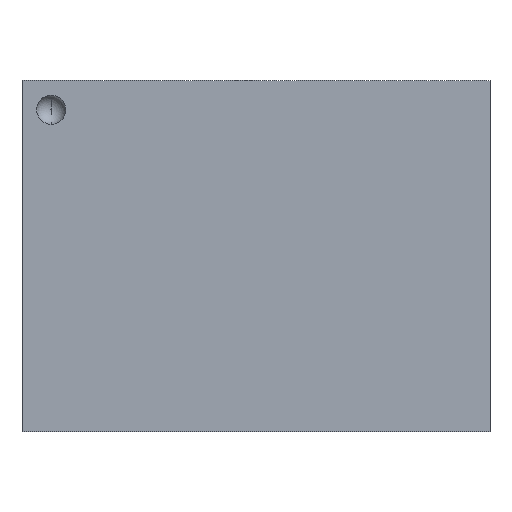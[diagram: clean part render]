
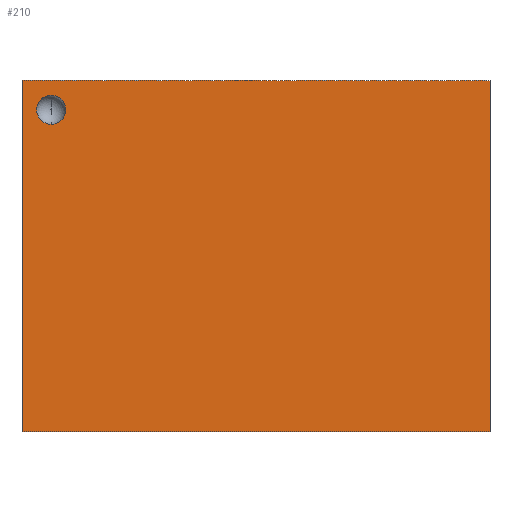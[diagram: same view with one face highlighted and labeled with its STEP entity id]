
A CAD part, front view. The second image highlights one B-rep face of the part: STEP entity #210.
In plain terms, the highlighted planar face has unit normal (0, -1, 0).
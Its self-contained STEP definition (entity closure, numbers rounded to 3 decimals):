
#5 = LINE ( 'NONE', #700, #1933 ) ;
#36 = LINE ( 'NONE', #2178, #766 ) ;
#65 = CARTESIAN_POINT ( 'NONE',  ( -4., -0.365, -3. ) ) ;
#157 = VERTEX_POINT ( 'NONE', #241 ) ;
#191 = ORIENTED_EDGE ( 'NONE', *, *, #1957, .F. ) ;
#210 = ADVANCED_FACE ( 'NONE', ( #584, #1973 ), #1635, .T. ) ;
#241 = CARTESIAN_POINT ( 'NONE',  ( -3.5, -0.365, 2.75 ) ) ;
#339 = DIRECTION ( 'NONE',  ( 0., 0., -1. ) ) ;
#367 = CARTESIAN_POINT ( 'NONE',  ( 4., -0.365, -3. ) ) ;
#392 = CARTESIAN_POINT ( 'NONE',  ( -3.5, -0.365, 2.5 ) ) ;
#415 = ORIENTED_EDGE ( 'NONE', *, *, #2168, .F. ) ;
#451 = AXIS2_PLACEMENT_3D ( 'NONE', #367, #1622, #906 ) ;
#473 = EDGE_LOOP ( 'NONE', ( #2210, #555 ) ) ;
#518 = VERTEX_POINT ( 'NONE', #732 ) ;
#555 = ORIENTED_EDGE ( 'NONE', *, *, #1552, .F. ) ;
#565 = EDGE_CURVE ( 'NONE', #574, #518, #1921, .T. ) ;
#574 = VERTEX_POINT ( 'NONE', #1242 ) ;
#584 = FACE_BOUND ( 'NONE', #473, .T. ) ;
#700 = CARTESIAN_POINT ( 'NONE',  ( -4., -0.365, 3. ) ) ;
#732 = CARTESIAN_POINT ( 'NONE',  ( 4., -0.365, -3. ) ) ;
#750 = EDGE_CURVE ( 'NONE', #157, #1494, #1594, .T. ) ;
#766 = VECTOR ( 'NONE', #1271, 1000. ) ;
#831 = VECTOR ( 'NONE', #339, 1000. ) ;
#842 = VECTOR ( 'NONE', #1831, 1000. ) ;
#903 = DIRECTION ( 'NONE',  ( 0., 0., -1. ) ) ;
#906 = DIRECTION ( 'NONE',  ( 0., 0., -1. ) ) ;
#917 = VERTEX_POINT ( 'NONE', #991 ) ;
#978 = AXIS2_PLACEMENT_3D ( 'NONE', #392, #2259, #903 ) ;
#983 = DIRECTION ( 'NONE',  ( 0., -1., 0. ) ) ;
#991 = CARTESIAN_POINT ( 'NONE',  ( -4., -0.365, 3. ) ) ;
#1181 = CARTESIAN_POINT ( 'NONE',  ( -4., -0.365, -3. ) ) ;
#1242 = CARTESIAN_POINT ( 'NONE',  ( 4., -0.365, 3. ) ) ;
#1262 = CARTESIAN_POINT ( 'NONE',  ( 4., -0.365, 3. ) ) ;
#1271 = DIRECTION ( 'NONE',  ( 0., 0., 1. ) ) ;
#1303 = ORIENTED_EDGE ( 'NONE', *, *, #565, .F. ) ;
#1494 = VERTEX_POINT ( 'NONE', #1500 ) ;
#1500 = CARTESIAN_POINT ( 'NONE',  ( -3.5, -0.365, 2.25 ) ) ;
#1525 = CIRCLE ( 'NONE', #2007, 0.25 ) ;
#1540 = ORIENTED_EDGE ( 'NONE', *, *, #1765, .F. ) ;
#1552 = EDGE_CURVE ( 'NONE', #1494, #157, #1525, .T. ) ;
#1594 = CIRCLE ( 'NONE', #978, 0.25 ) ;
#1622 = DIRECTION ( 'NONE',  ( 0., -1., 0. ) ) ;
#1627 = LINE ( 'NONE', #65, #842 ) ;
#1635 = PLANE ( 'NONE',  #451 ) ;
#1654 = EDGE_LOOP ( 'NONE', ( #1303, #1540, #415, #191 ) ) ;
#1657 = VERTEX_POINT ( 'NONE', #1181 ) ;
#1765 = EDGE_CURVE ( 'NONE', #917, #574, #5, .T. ) ;
#1831 = DIRECTION ( 'NONE',  ( -1., 0., 0. ) ) ;
#1921 = LINE ( 'NONE', #1262, #831 ) ;
#1933 = VECTOR ( 'NONE', #1975, 1000. ) ;
#1957 = EDGE_CURVE ( 'NONE', #518, #1657, #1627, .T. ) ;
#1973 = FACE_OUTER_BOUND ( 'NONE', #1654, .T. ) ;
#1975 = DIRECTION ( 'NONE',  ( 1., 0., 0. ) ) ;
#2007 = AXIS2_PLACEMENT_3D ( 'NONE', #2214, #983, #2034 ) ;
#2034 = DIRECTION ( 'NONE',  ( 0., 0., -1. ) ) ;
#2168 = EDGE_CURVE ( 'NONE', #1657, #917, #36, .T. ) ;
#2178 = CARTESIAN_POINT ( 'NONE',  ( -4., -0.365, 3. ) ) ;
#2210 = ORIENTED_EDGE ( 'NONE', *, *, #750, .F. ) ;
#2214 = CARTESIAN_POINT ( 'NONE',  ( -3.5, -0.365, 2.5 ) ) ;
#2259 = DIRECTION ( 'NONE',  ( 0., -1., 0. ) ) ;
